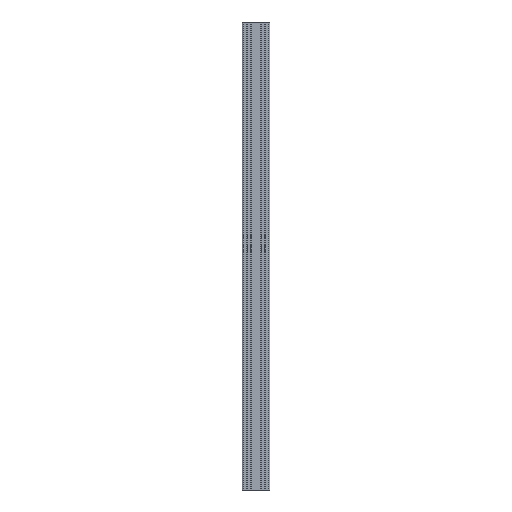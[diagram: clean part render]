
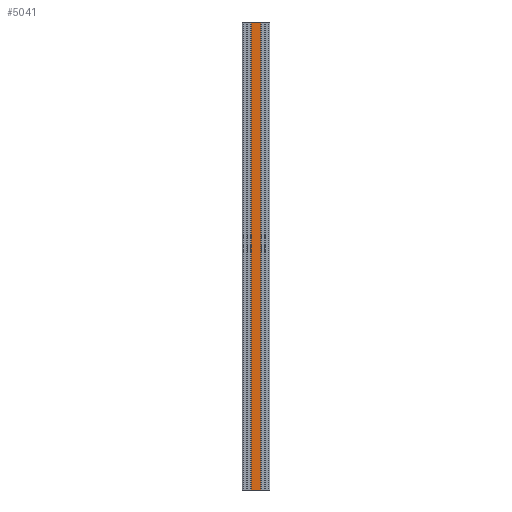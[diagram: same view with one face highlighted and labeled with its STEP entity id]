
A CAD part, front view. The second image highlights one B-rep face of the part: STEP entity #5041.
In plain terms, the highlighted planar face has unit normal (0, -1, 0).
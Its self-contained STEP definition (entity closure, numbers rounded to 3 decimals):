
#14 = ORIENTED_EDGE ( 'NONE', *, *, #2872, .F. ) ;
#76 = AXIS2_PLACEMENT_3D ( 'NONE', #1407, #3425, #2003 ) ;
#93 = LINE ( 'NONE', #4644, #5204 ) ;
#423 = CARTESIAN_POINT ( 'NONE',  ( -31.386, -69.68, 0. ) ) ;
#590 = ORIENTED_EDGE ( 'NONE', *, *, #4094, .F. ) ;
#689 = VERTEX_POINT ( 'NONE', #2513 ) ;
#883 = VERTEX_POINT ( 'NONE', #3843 ) ;
#1258 = LINE ( 'NONE', #4118, #3745 ) ;
#1345 = VECTOR ( 'NONE', #5818, 1000. ) ;
#1407 = CARTESIAN_POINT ( 'NONE',  ( -31.386, -69.68, 670. ) ) ;
#1656 = EDGE_CURVE ( 'NONE', #2378, #883, #93, .T. ) ;
#1790 = VECTOR ( 'NONE', #1818, 1000. ) ;
#1818 = DIRECTION ( 'NONE',  ( 1., 0., 0. ) ) ;
#1944 = ORIENTED_EDGE ( 'NONE', *, *, #6170, .T. ) ;
#2003 = DIRECTION ( 'NONE',  ( 0., 0., 1. ) ) ;
#2378 = VERTEX_POINT ( 'NONE', #6054 ) ;
#2513 = CARTESIAN_POINT ( 'NONE',  ( -17.662, -69.68, 670. ) ) ;
#2872 = EDGE_CURVE ( 'NONE', #2378, #689, #1258, .T. ) ;
#2944 = LINE ( 'NONE', #423, #1790 ) ;
#3288 = LINE ( 'NONE', #5230, #1345 ) ;
#3425 = DIRECTION ( 'NONE',  ( 0., 1., 0. ) ) ;
#3745 = VECTOR ( 'NONE', #5146, 1000. ) ;
#3843 = CARTESIAN_POINT ( 'NONE',  ( -31.386, -69.68, 0. ) ) ;
#4094 = EDGE_CURVE ( 'NONE', #689, #5914, #3288, .T. ) ;
#4118 = CARTESIAN_POINT ( 'NONE',  ( -31.386, -69.68, 670. ) ) ;
#4505 = PLANE ( 'NONE',  #76 ) ;
#4644 = CARTESIAN_POINT ( 'NONE',  ( -31.386, -69.68, 670. ) ) ;
#4962 = EDGE_LOOP ( 'NONE', ( #1944, #590, #14, #5810 ) ) ;
#5041 = ADVANCED_FACE ( 'NONE', ( #6496 ), #4505, .F. ) ;
#5146 = DIRECTION ( 'NONE',  ( 1., 0., 0. ) ) ;
#5204 = VECTOR ( 'NONE', #5671, 1000. ) ;
#5230 = CARTESIAN_POINT ( 'NONE',  ( -17.662, -69.68, 670. ) ) ;
#5551 = CARTESIAN_POINT ( 'NONE',  ( -17.662, -69.68, 0. ) ) ;
#5671 = DIRECTION ( 'NONE',  ( 0., 0., -1. ) ) ;
#5810 = ORIENTED_EDGE ( 'NONE', *, *, #1656, .T. ) ;
#5818 = DIRECTION ( 'NONE',  ( 0., 0., -1. ) ) ;
#5914 = VERTEX_POINT ( 'NONE', #5551 ) ;
#6054 = CARTESIAN_POINT ( 'NONE',  ( -31.386, -69.68, 670. ) ) ;
#6170 = EDGE_CURVE ( 'NONE', #883, #5914, #2944, .T. ) ;
#6496 = FACE_OUTER_BOUND ( 'NONE', #4962, .T. ) ;
